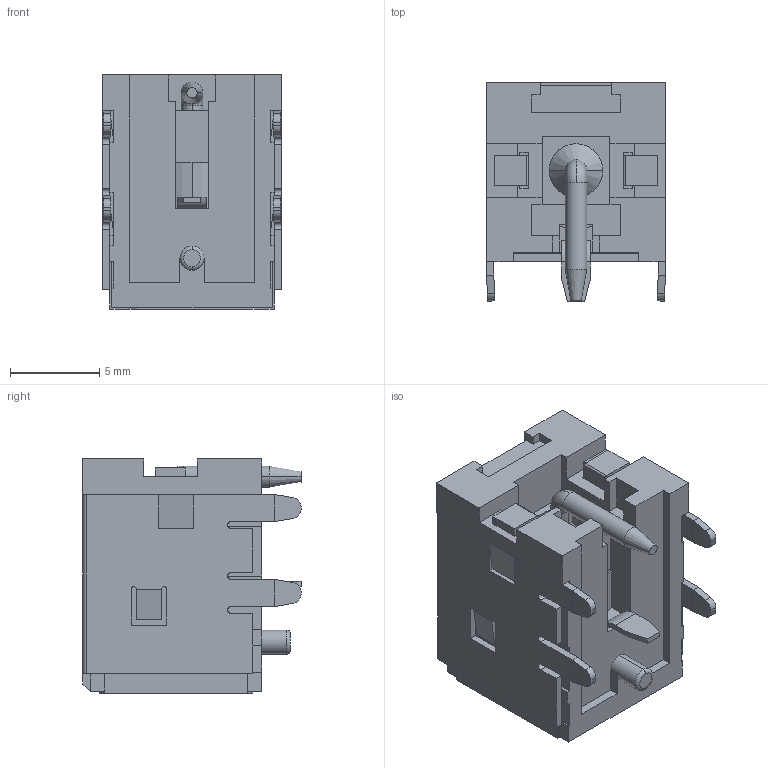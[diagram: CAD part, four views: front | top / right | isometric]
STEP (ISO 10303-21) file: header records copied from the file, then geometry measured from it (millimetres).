
FILE_DESCRIPTION (( 'STEP AP214' ), '1' );
FILE_NAME ('PJ-082BH.STEP', '2022-04-29T10:59:22', ( '' ), ( '' ), 'SwSTEP 2.0', 'SolidWorks 2018', '' );
FILE_SCHEMA (( 'AUTOMOTIVE_DESIGN' ));
Length unit declared in the file: millimetre
Products named in the file (1): PJ-082BH
Bounding box: 10 x 12.2 x 13.1 mm (x, y, z)
Volume: 958.9 mm3; surface area: 2249.5 mm2
Topology: 14 solids, 14 shells, 369 faces, 987 edges, 647 vertices
Faces by surface type: plane 252, cylinder 69, torus 30, cone 18
Entity records: 12667 total; most frequent: CARTESIAN_POINT 2112, ORIENTED_EDGE 1974, DIRECTION 1928, EDGE_CURVE 987, VECTOR 738, LINE 738, VERTEX_POINT 647, AXIS2_PLACEMENT_3D 595
